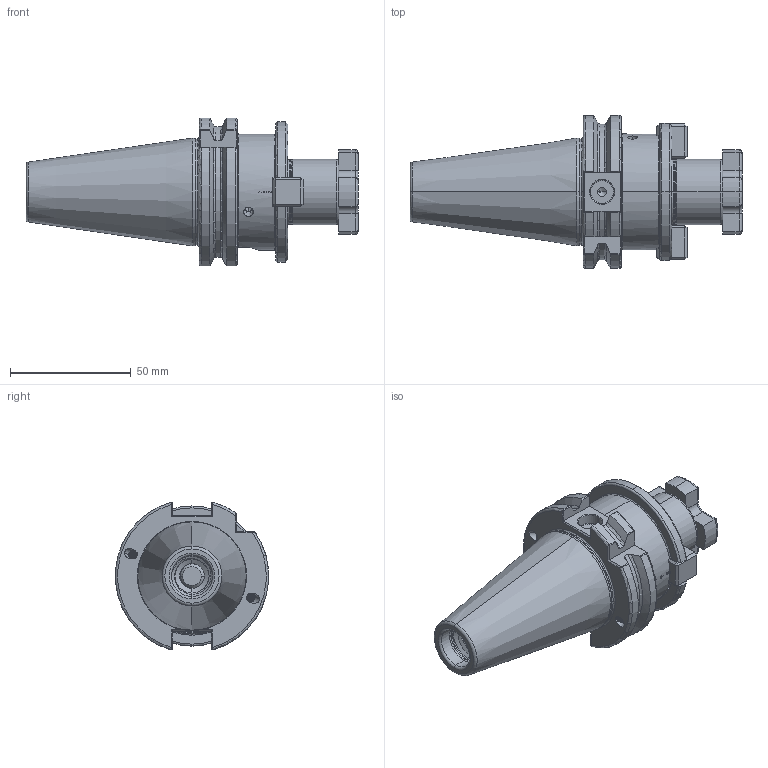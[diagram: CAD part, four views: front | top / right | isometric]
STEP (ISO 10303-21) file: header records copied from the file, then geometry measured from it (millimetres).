
FILE_DESCRIPTION (( 'STEP AP203' ), '1' );
FILE_NAME ('403.11.27.STEP', '2016-07-23T03:31:36', ( '' ), ( '' ), 'SwSTEP 2.0', 'SolidWorks 2012', '' );
FILE_SCHEMA (( 'CONFIG_CONTROL_DESIGN' ));
Length unit declared in the file: millimetre
Products named in the file (5): 403.11.27; 102.11.27_M4xP0.7-16L; 面銑刀墊塊27; 十字螺絲FMB27
Assembly tree (6 placements, depth 2):
  403.11.27
    403.11.27
    十字螺絲FMB27
    面銑刀墊塊27  x2
    102.11.27_M4xP0.7-16L  x2
Bounding box: 137.4 x 63.34 x 61.24 mm (x, y, z)
Volume: 156018.5 mm3; surface area: 39112.7 mm2
Topology: 6 solids, 6 shells, 693 faces, 1831 edges, 1143 vertices
Faces by surface type: cylinder 346, plane 161, cone 78, torus 65, bspline 43
Entity records: 38854 total; most frequent: CARTESIAN_POINT 25508, ORIENTED_EDGE 3088, DIRECTION 2281, EDGE_CURVE 1544, VERTEX_POINT 975, AXIS2_PLACEMENT_3D 866, EDGE_LOOP 601, ADVANCED_FACE 581
